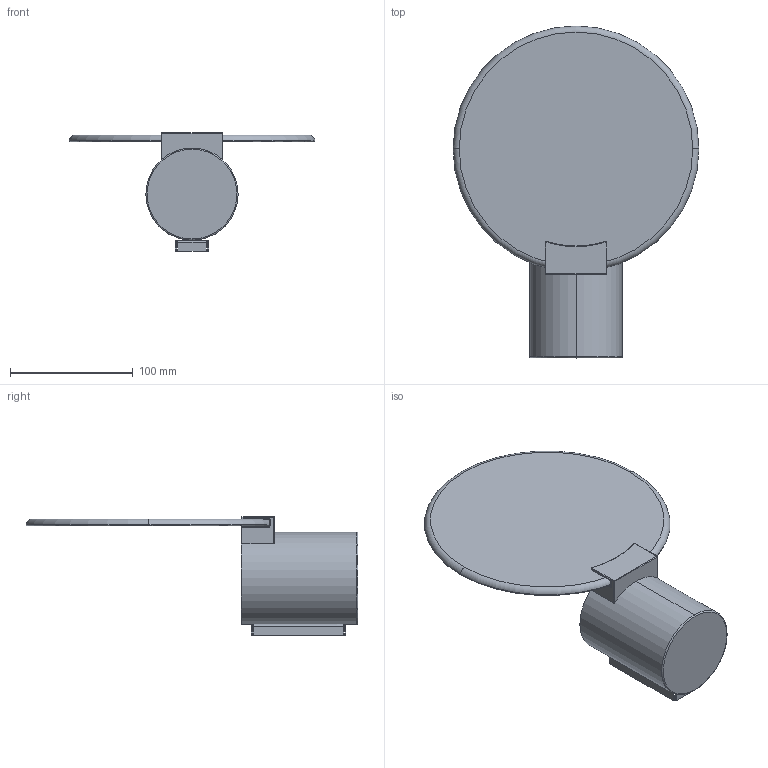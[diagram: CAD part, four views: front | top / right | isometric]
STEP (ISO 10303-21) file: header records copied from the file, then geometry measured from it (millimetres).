
FILE_DESCRIPTION (( 'STEP AP214' ), '1' );
FILE_NAME ('NIMBUS WALL_Customer CAD.STEP', '2015-05-12T08:44:44', ( '' ), ( '' ), 'SwSTEP 2.0', 'SolidWorks 2012', '' );
FILE_SCHEMA (( 'AUTOMOTIVE_DESIGN' ));
Length unit declared in the file: millimetre
Products named in the file (5): Base; 200Diaglass; Glasshold; NIMBUS WALL_Customer CAD; Backbox
Assembly tree (4 placements, depth 2):
  NIMBUS WALL_Customer CAD
    Base
    Backbox
    Glasshold
    200Diaglass
Bounding box: 199.94 x 269.93 x 96.45 mm (x, y, z)
Volume: 237100.2 mm3; surface area: 131368.5 mm2
Topology: 4 solids, 4 shells, 106 faces, 231 edges, 126 vertices
Faces by surface type: cylinder 41, plane 34, bspline 12, torus 11, sphere 8
Entity records: 3658 total; most frequent: CARTESIAN_POINT 1250, DIRECTION 472, ORIENTED_EDGE 446, EDGE_CURVE 223, AXIS2_PLACEMENT_3D 182, VERTEX_POINT 126, EDGE_LOOP 115, VECTOR 108
